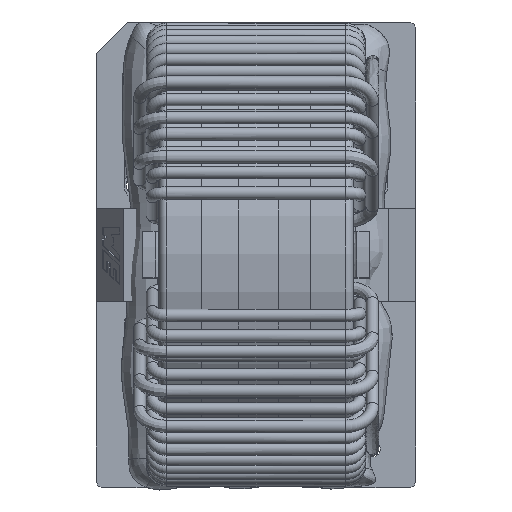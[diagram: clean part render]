
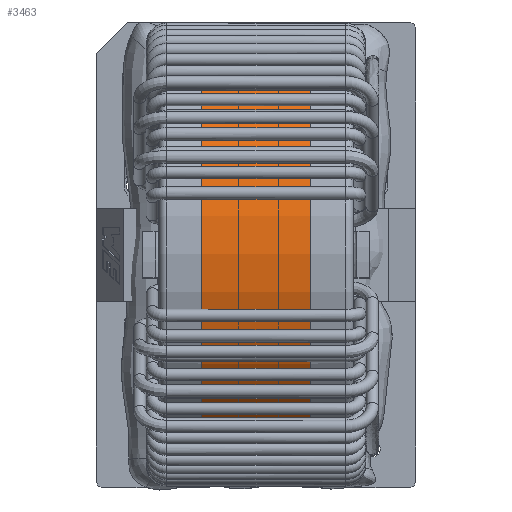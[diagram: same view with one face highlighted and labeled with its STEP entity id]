
A CAD part, top view. The second image highlights one B-rep face of the part: STEP entity #3463.
In plain terms, the highlighted cylindrical face has radius 14.155 mm (diameter 28.31 mm), a full revolution.
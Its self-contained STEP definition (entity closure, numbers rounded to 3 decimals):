
#3463=ADVANCED_FACE('',(#7944,#7945),#7946,.T.);
#3469=EDGE_CURVE('',#7956,#7956,#7957,.T.);
#3473=EDGE_CURVE('',#7962,#7962,#7963,.T.);
#7944=FACE_OUTER_BOUND('',#19094,.T.);
#7945=FACE_OUTER_BOUND('',#19095,.T.);
#7946=CYLINDRICAL_SURFACE('',#19096,14.155);
#7956=VERTEX_POINT('',#19107);
#7957=CIRCLE('',#19108,14.155);
#7962=VERTEX_POINT('',#19115);
#7963=CIRCLE('',#19116,14.155);
#19094=EDGE_LOOP('',(#40741));
#19095=EDGE_LOOP('',(#40742));
#19096=AXIS2_PLACEMENT_3D('',#40743,#40744,#40745);
#19107=CARTESIAN_POINT('',(4.,-26.655,17.5));
#19108=AXIS2_PLACEMENT_3D('',#40758,#40759,#40760);
#19115=CARTESIAN_POINT('',(11.,-26.655,17.5));
#19116=AXIS2_PLACEMENT_3D('',#40764,#40765,#40766);
#40741=ORIENTED_EDGE('',*,*,#3473,.F.);
#40742=ORIENTED_EDGE('',*,*,#3469,.T.);
#40743=CARTESIAN_POINT('',(4.,-12.5,17.5));
#40744=DIRECTION('',(1.0,0.,0.0));
#40745=DIRECTION('',(0.0,0.0,1.0));
#40758=CARTESIAN_POINT('',(4.,-12.5,17.5));
#40759=DIRECTION('',(1.0,0.,0.0));
#40760=DIRECTION('',(0.,-1.0,0.0));
#40764=CARTESIAN_POINT('',(11.,-12.5,17.5));
#40765=DIRECTION('',(1.0,0.,0.0));
#40766=DIRECTION('',(0.,-1.0,0.0));
